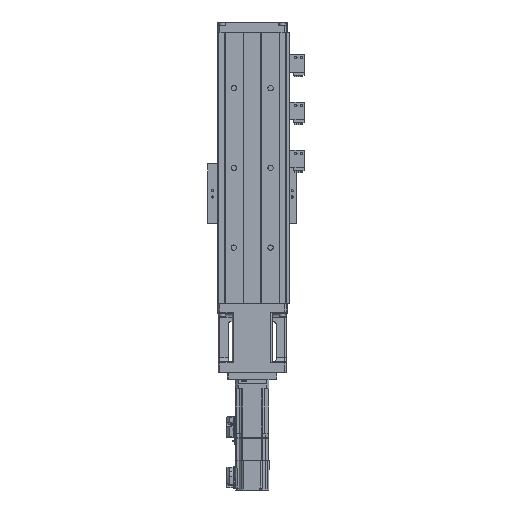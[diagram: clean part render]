
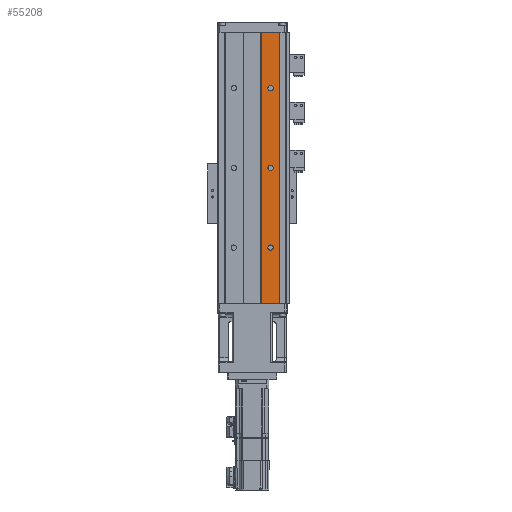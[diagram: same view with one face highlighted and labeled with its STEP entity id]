
A CAD part, front view. The second image highlights one B-rep face of the part: STEP entity #55208.
In plain terms, the highlighted planar face has unit normal (0, -1, 0).
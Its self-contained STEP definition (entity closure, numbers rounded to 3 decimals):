
#539 = VECTOR ( 'NONE', #20640, 1000. ) ;
#7283 = CARTESIAN_POINT ( 'NONE',  ( 34., -9.9, 340. ) ) ;
#7284 = CARTESIAN_POINT ( 'NONE',  ( 34., -9.9, 0. ) ) ;
#7285 = CARTESIAN_POINT ( 'NONE',  ( 11.5, -9.9, 340. ) ) ;
#7286 = CARTESIAN_POINT ( 'NONE',  ( 11.5, -9.9, 0. ) ) ;
#8157 = CARTESIAN_POINT ( 'NONE',  ( 23., -9.9, 270. ) ) ;
#8159 = DIRECTION ( 'NONE',  ( 0., 1., 0. ) ) ;
#8161 = DIRECTION ( 'NONE',  ( 0., 0., -1. ) ) ;
#8181 = CARTESIAN_POINT ( 'NONE',  ( 23., -9.9, 170. ) ) ;
#8183 = DIRECTION ( 'NONE',  ( 0., 1., 0. ) ) ;
#8185 = DIRECTION ( 'NONE',  ( 0., 0., -1. ) ) ;
#8205 = CARTESIAN_POINT ( 'NONE',  ( 23., -9.9, 70. ) ) ;
#8207 = DIRECTION ( 'NONE',  ( 0., 1., 0. ) ) ;
#8209 = DIRECTION ( 'NONE',  ( 0., 0., -1. ) ) ;
#8558 = CARTESIAN_POINT ( 'NONE',  ( 23., -9.9, 270. ) ) ;
#8577 = LINE ( 'NONE', #8578, #55546 ) ;
#8578 = CARTESIAN_POINT ( 'NONE',  ( 11.9, -9.9, 0. ) ) ;
#8579 = DIRECTION ( 'NONE',  ( 1., 0., 0. ) ) ;
#8601 = LINE ( 'NONE', #8602, #55533 ) ;
#8602 = CARTESIAN_POINT ( 'NONE',  ( 34., -9.9, 0. ) ) ;
#8603 = DIRECTION ( 'NONE',  ( 0., 0., 1. ) ) ;
#8607 = DIRECTION ( 'NONE',  ( 0., 1., 0. ) ) ;
#8608 = DIRECTION ( 'NONE',  ( 0., 0., -1. ) ) ;
#8609 = CARTESIAN_POINT ( 'NONE',  ( 23., -9.9, 170. ) ) ;
#8610 = DIRECTION ( 'NONE',  ( 0., 1., 0. ) ) ;
#8611 = DIRECTION ( 'NONE',  ( 0., 0., -1. ) ) ;
#8612 = CARTESIAN_POINT ( 'NONE',  ( 23., -9.9, 70. ) ) ;
#8613 = DIRECTION ( 'NONE',  ( 0., 1., 0. ) ) ;
#8614 = DIRECTION ( 'NONE',  ( 0., 0., -1. ) ) ;
#8619 = LINE ( 'NONE', #8620, #55526 ) ;
#8620 = CARTESIAN_POINT ( 'NONE',  ( 11.5, -9.9, 0. ) ) ;
#8621 = DIRECTION ( 'NONE',  ( 0., 0., -1. ) ) ;
#11383 = EDGE_LOOP ( 'NONE', ( #42896, #42895 ) ) ;
#11385 = EDGE_LOOP ( 'NONE', ( #42894, #43354 ) ) ;
#11387 = EDGE_LOOP ( 'NONE', ( #43090, #43841 ) ) ;
#11389 = EDGE_LOOP ( 'NONE', ( #43815, #43793, #43763, #42897 ) ) ;
#12596 = VERTEX_POINT ( 'NONE', #7283 ) ;
#12597 = VERTEX_POINT ( 'NONE', #7284 ) ;
#12598 = VERTEX_POINT ( 'NONE', #7285 ) ;
#12599 = VERTEX_POINT ( 'NONE', #7286 ) ;
#14269 = PLANE ( 'NONE',  #47795 ) ;
#14270 = CARTESIAN_POINT ( 'NONE',  ( 11.9, -9.9, 0. ) ) ;
#14271 = DIRECTION ( 'NONE',  ( 0., -1., 0. ) ) ;
#14272 = DIRECTION ( 'NONE',  ( 0., 0., -1. ) ) ;
#20638 = LINE ( 'NONE', #20639, #539 ) ;
#20639 = CARTESIAN_POINT ( 'NONE',  ( 42.5, -9.9, 340. ) ) ;
#20640 = DIRECTION ( 'NONE',  ( 1., 0., 0. ) ) ;
#21788 = EDGE_CURVE ( 'NONE', #26897, #26899, #34080, .T. ) ;
#21792 = EDGE_CURVE ( 'NONE', #26888, #26890, #34082, .T. ) ;
#21796 = EDGE_CURVE ( 'NONE', #26881, #26883, #34084, .T. ) ;
#22121 = CARTESIAN_POINT ( 'NONE',  ( 23., -9.9, 66.7 ) ) ;
#22123 = CARTESIAN_POINT ( 'NONE',  ( 23., -9.9, 73.3 ) ) ;
#22128 = CARTESIAN_POINT ( 'NONE',  ( 23., -9.9, 166.7 ) ) ;
#22130 = CARTESIAN_POINT ( 'NONE',  ( 23., -9.9, 173.3 ) ) ;
#22137 = CARTESIAN_POINT ( 'NONE',  ( 23., -9.9, 266.7 ) ) ;
#22139 = CARTESIAN_POINT ( 'NONE',  ( 23., -9.9, 273.3 ) ) ;
#26881 = VERTEX_POINT ( 'NONE', #22121 ) ;
#26883 = VERTEX_POINT ( 'NONE', #22123 ) ;
#26888 = VERTEX_POINT ( 'NONE', #22128 ) ;
#26890 = VERTEX_POINT ( 'NONE', #22130 ) ;
#26897 = VERTEX_POINT ( 'NONE', #22137 ) ;
#26899 = VERTEX_POINT ( 'NONE', #22139 ) ;
#27590 = CIRCLE ( 'NONE', #55536, 3.3 ) ;
#27592 = CIRCLE ( 'NONE', #55558, 3.3 ) ;
#27594 = CIRCLE ( 'NONE', #55569, 3.3 ) ;
#34080 = CIRCLE ( 'NONE', #53427, 3.3 ) ;
#34082 = CIRCLE ( 'NONE', #53422, 3.3 ) ;
#34084 = CIRCLE ( 'NONE', #53417, 3.3 ) ;
#36368 = EDGE_CURVE ( 'NONE', #12598, #12596, #20638, .T. ) ;
#42894 = ORIENTED_EDGE ( 'NONE', *, *, #21792, .T. ) ;
#42895 = ORIENTED_EDGE ( 'NONE', *, *, #49119, .T. ) ;
#42896 = ORIENTED_EDGE ( 'NONE', *, *, #21788, .T. ) ;
#42897 = ORIENTED_EDGE ( 'NONE', *, *, #36368, .F. ) ;
#43090 = ORIENTED_EDGE ( 'NONE', *, *, #21796, .T. ) ;
#43354 = ORIENTED_EDGE ( 'NONE', *, *, #49120, .T. ) ;
#43763 = ORIENTED_EDGE ( 'NONE', *, *, #49117, .T. ) ;
#43793 = ORIENTED_EDGE ( 'NONE', *, *, #49109, .T. ) ;
#43815 = ORIENTED_EDGE ( 'NONE', *, *, #49123, .T. ) ;
#43841 = ORIENTED_EDGE ( 'NONE', *, *, #49121, .T. ) ;
#47338 = FACE_BOUND ( 'NONE', #11385, .T. ) ;
#47752 = FACE_BOUND ( 'NONE', #11383, .T. ) ;
#47795 = AXIS2_PLACEMENT_3D ( 'NONE', #14270, #14271, #14272 ) ;
#47879 = FACE_BOUND ( 'NONE', #11387, .T. ) ;
#47915 = FACE_OUTER_BOUND ( 'NONE', #11389, .T. ) ;
#49109 = EDGE_CURVE ( 'NONE', #12599, #12597, #8577, .T. ) ;
#49117 = EDGE_CURVE ( 'NONE', #12597, #12596, #8601, .T. ) ;
#49119 = EDGE_CURVE ( 'NONE', #26899, #26897, #27590, .T. ) ;
#49120 = EDGE_CURVE ( 'NONE', #26890, #26888, #27592, .T. ) ;
#49121 = EDGE_CURVE ( 'NONE', #26883, #26881, #27594, .T. ) ;
#49123 = EDGE_CURVE ( 'NONE', #12598, #12599, #8619, .T. ) ;
#53417 = AXIS2_PLACEMENT_3D ( 'NONE', #8205, #8207, #8209 ) ;
#53422 = AXIS2_PLACEMENT_3D ( 'NONE', #8181, #8183, #8185 ) ;
#53427 = AXIS2_PLACEMENT_3D ( 'NONE', #8157, #8159, #8161 ) ;
#55208 = ADVANCED_FACE ( 'NONE', ( #47752, #47338, #47879, #47915 ), #14269, .T. ) ;
#55526 = VECTOR ( 'NONE', #8621, 1000. ) ;
#55533 = VECTOR ( 'NONE', #8603, 1000. ) ;
#55536 = AXIS2_PLACEMENT_3D ( 'NONE', #8558, #8607, #8608 ) ;
#55546 = VECTOR ( 'NONE', #8579, 1000. ) ;
#55558 = AXIS2_PLACEMENT_3D ( 'NONE', #8609, #8610, #8611 ) ;
#55569 = AXIS2_PLACEMENT_3D ( 'NONE', #8612, #8613, #8614 ) ;
